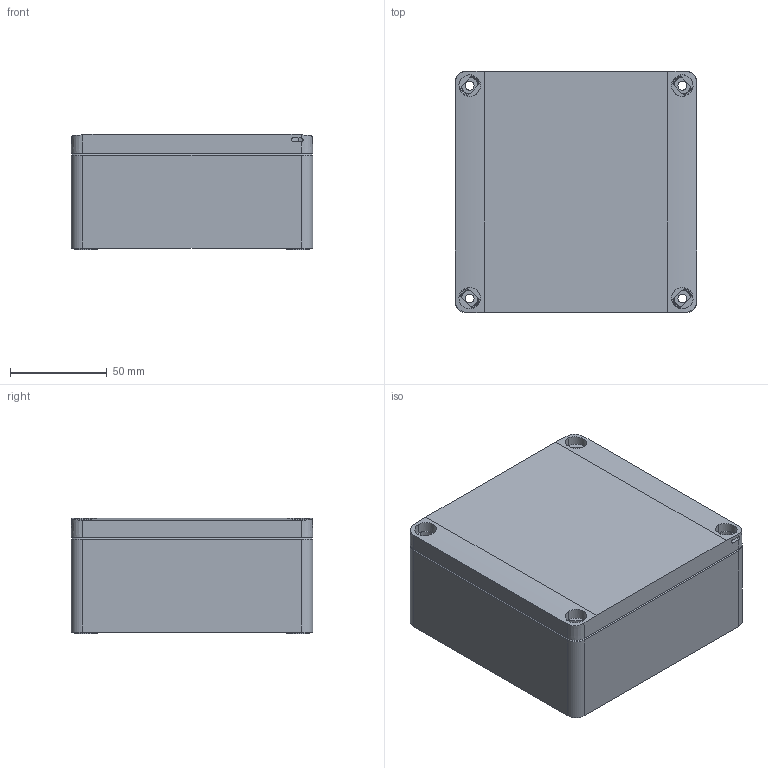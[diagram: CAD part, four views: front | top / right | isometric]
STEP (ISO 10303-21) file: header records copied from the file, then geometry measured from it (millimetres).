
FILE_DESCRIPTION((''),'2;1');
FILE_NAME('SABP131306G_ASM','2008-12-08T',('pasi_koskela'),(''),'PRO/ENGINEER BY PARAMETRIC TECHNOLOGY CORPORATION, 2008250','PRO/ENGINEER BY PARAMETRIC TECHNOLOGY CORPORATION, 2008250','');
FILE_SCHEMA(('AUTOMOTIVE_DESIGN_CC2 { 1 2 10303 214 -1 1 5 2 }'));
Length unit declared in the file: millimetre
Products named in the file (3): SABP131305B; SABG131301L; SABP131306G_ASM
Assembly tree (2 placements, depth 2):
  SABP131306G_ASM
    SABP131305B
    SABG131301L
Bounding box: 125 x 125 x 60 mm (x, y, z)
Volume: 190815.9 mm3; surface area: 135157.6 mm2
Topology: 2 solids, 3 shells, 1015 faces, 2648 edges, 1711 vertices
Faces by surface type: plane 617, cylinder 227, cone 103, bspline 48, torus 20
Entity records: 49609 total; most frequent: CARTESIAN_POINT 16866, ORIENTED_EDGE 5288, DIRECTION 4722, PRESENTATION_STYLE_ASSIGNMENT 2648, STYLED_ITEM 2646, CURVE_STYLE 2644, EDGE_CURVE 2644, VECTOR 1832
